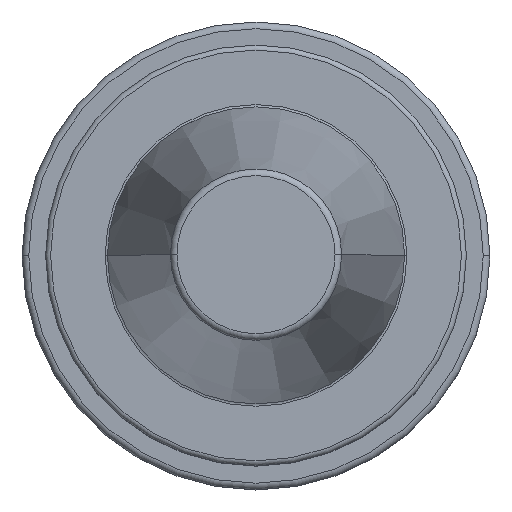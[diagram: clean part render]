
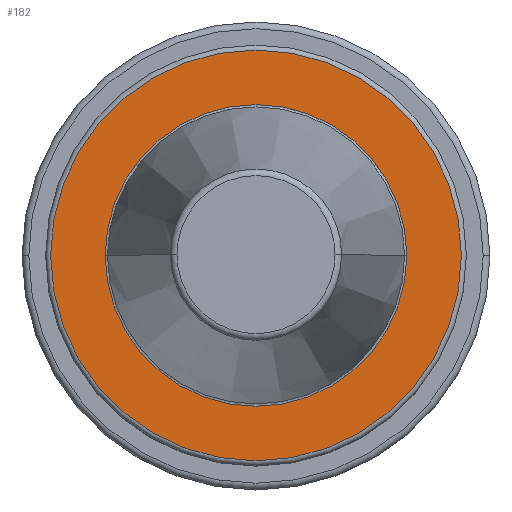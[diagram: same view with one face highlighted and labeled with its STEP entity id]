
A CAD part, top view. The second image highlights one B-rep face of the part: STEP entity #182.
In plain terms, the highlighted planar face has unit normal (0, 0, 1).
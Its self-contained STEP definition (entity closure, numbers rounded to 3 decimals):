
#182=ADVANCED_FACE('',(#216,#217),#205,.F.);
#205=PLANE('',#788);
#216=FACE_BOUND('',#252,.T.);
#217=FACE_BOUND('',#253,.T.);
#252=EDGE_LOOP('',(#382,#383));
#253=EDGE_LOOP('',(#384));
#382=ORIENTED_EDGE('',*,*,#516,.T.);
#383=ORIENTED_EDGE('',*,*,#518,.T.);
#384=ORIENTED_EDGE('',*,*,#563,.T.);
#461=VERTEX_POINT('',#1103);
#464=VERTEX_POINT('',#1108);
#496=VERTEX_POINT('',#1203);
#516=EDGE_CURVE('',#461,#464,#607,.T.);
#518=EDGE_CURVE('',#464,#461,#609,.T.);
#563=EDGE_CURVE('',#496,#496,#641,.T.);
#607=CIRCLE('',#712,22.563);
#609=CIRCLE('',#715,22.563);
#641=CIRCLE('',#761,30.725);
#712=AXIS2_PLACEMENT_3D('',#1109,#846,#847);
#715=AXIS2_PLACEMENT_3D('',#1112,#852,#853);
#761=AXIS2_PLACEMENT_3D('',#1202,#957,#958);
#788=AXIS2_PLACEMENT_3D('',#1241,#1014,#1015);
#846=DIRECTION('',(0.,0.,-1.));
#847=DIRECTION('',(-1.,0.,0.));
#852=DIRECTION('',(0.,0.,-1.));
#853=DIRECTION('',(-1.,0.,0.));
#957=DIRECTION('',(0.,0.,1.));
#958=DIRECTION('',(-1.,0.,0.));
#1014=DIRECTION('',(0.,0.,-1.));
#1015=DIRECTION('',(1.,0.,0.));
#1103=CARTESIAN_POINT('',(-22.563,0.,-2.));
#1108=CARTESIAN_POINT('',(22.563,0.,-2.));
#1109=CARTESIAN_POINT('',(0.,0.,-2.));
#1112=CARTESIAN_POINT('',(0.,0.,-2.));
#1202=CARTESIAN_POINT('',(0.,0.,-2.));
#1203=CARTESIAN_POINT('',(-30.725,0.,-2.));
#1241=CARTESIAN_POINT('',(0.,31.475,-2.));
